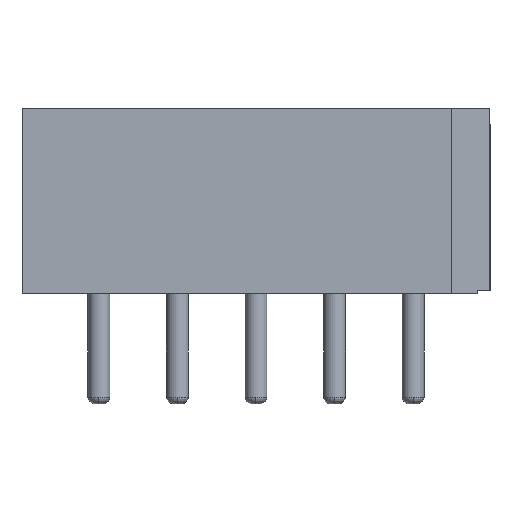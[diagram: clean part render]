
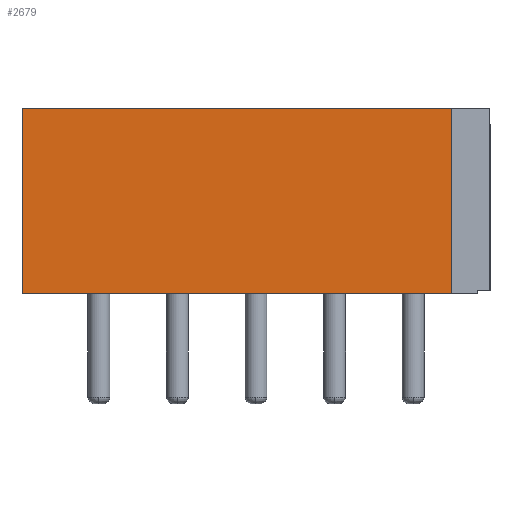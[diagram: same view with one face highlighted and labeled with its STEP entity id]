
A CAD part, front view. The second image highlights one B-rep face of the part: STEP entity #2679.
In plain terms, the highlighted planar face has unit normal (0, -1, 0).
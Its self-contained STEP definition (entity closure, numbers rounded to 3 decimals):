
#2123 = VERTEX_POINT('',#2124);
#2124 = CARTESIAN_POINT('',(-2.45,-1.8,5.9)
  );
#2130 = EDGE_CURVE('',#2123,#2131,#2133,.T.);
#2131 = VERTEX_POINT('',#2132);
#2132 = CARTESIAN_POINT('',(11.21,-1.8,5.9)
  );
#2133 = LINE('',#2134,#2135);
#2134 = CARTESIAN_POINT('',(-2.45,-1.8,5.9));
#2135 = VECTOR('',#2136,1.);
#2136 = DIRECTION('',(1.,0.,0.));
#2550 = EDGE_CURVE('',#2551,#2131,#2553,.T.);
#2551 = VERTEX_POINT('',#2552);
#2552 = CARTESIAN_POINT('',(11.21,-1.8,
    0.));
#2553 = LINE('',#2554,#2555);
#2554 = CARTESIAN_POINT('',(11.21,-1.8,0.));
#2555 = VECTOR('',#2556,1.);
#2556 = DIRECTION('',(0.,0.,1.));
#2605 = VERTEX_POINT('',#2606);
#2606 = CARTESIAN_POINT('',(-2.45,-1.8,
    0.));
#2612 = EDGE_CURVE('',#2605,#2123,#2613,.T.);
#2613 = LINE('',#2614,#2615);
#2614 = CARTESIAN_POINT('',(-2.45,-1.8,0.));
#2615 = VECTOR('',#2616,1.);
#2616 = DIRECTION('',(0.,0.,1.));
#2679 = ADVANCED_FACE('',(#2680),#2691,.T.);
#2680 = FACE_BOUND('',#2681,.T.);
#2681 = EDGE_LOOP('',(#2682,#2683,#2684,#2685));
#2682 = ORIENTED_EDGE('',*,*,#2550,.T.);
#2683 = ORIENTED_EDGE('',*,*,#2130,.F.);
#2684 = ORIENTED_EDGE('',*,*,#2612,.F.);
#2685 = ORIENTED_EDGE('',*,*,#2686,.T.);
#2686 = EDGE_CURVE('',#2605,#2551,#2687,.T.);
#2687 = LINE('',#2688,#2689);
#2688 = CARTESIAN_POINT('',(-2.45,-1.8,0.));
#2689 = VECTOR('',#2690,1.);
#2690 = DIRECTION('',(1.,0.,0.));
#2691 = PLANE('',#2692);
#2692 = AXIS2_PLACEMENT_3D('',#2693,#2694,#2695);
#2693 = CARTESIAN_POINT('',(-2.45,-1.8,
    0.));
#2694 = DIRECTION('',(0.,-1.,0.));
#2695 = DIRECTION('',(0.,0.,-1.));
